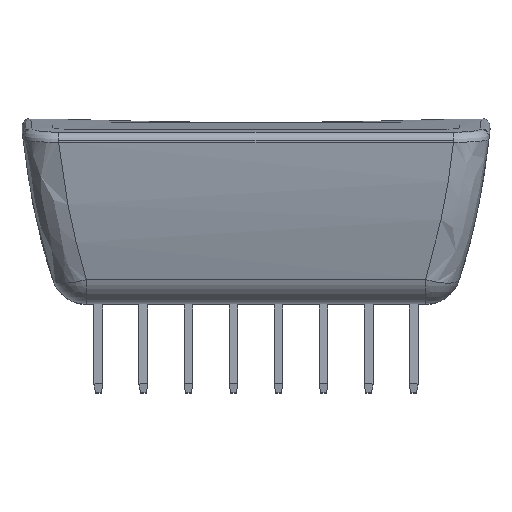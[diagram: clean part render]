
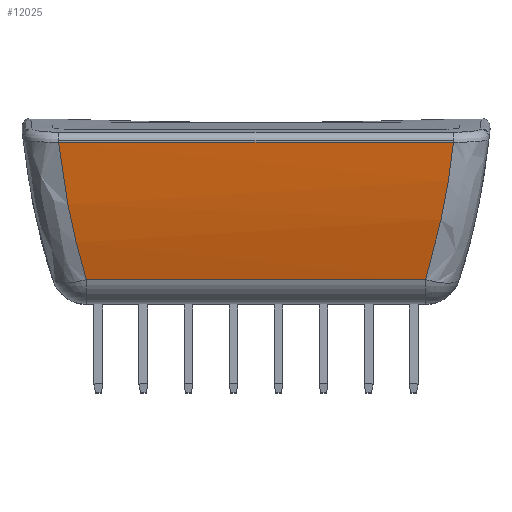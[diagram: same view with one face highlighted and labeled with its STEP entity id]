
A CAD part, top view. The second image highlights one B-rep face of the part: STEP entity #12025.
In plain terms, the highlighted cylindrical face has radius 40 mm (diameter 80 mm), a partial arc.
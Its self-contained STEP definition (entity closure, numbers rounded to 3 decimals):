
#1955 = AXIS2_PLACEMENT_3D ( 'NONE', #13320, #13283, #13290 ) ;
#2425 = VERTEX_POINT ( 'NONE', #18715 ) ;
#2438 = VERTEX_POINT ( 'NONE', #18738 ) ;
#2548 = VERTEX_POINT ( 'NONE', #16847 ) ;
#2556 = VERTEX_POINT ( 'NONE', #12732 ) ;
#7310 = CARTESIAN_POINT ( 'NONE',  ( -10.79, -4.028, 12.811 ) ) ;
#7318 = CARTESIAN_POINT ( 'NONE',  ( -10.263, -6.624, 12.234 ) ) ;
#7319 = CARTESIAN_POINT ( 'NONE',  ( -9.567, -9.124, 11.48 ) ) ;
#7322 = CARTESIAN_POINT ( 'NONE',  ( -9.942, -7.89, 11.885 ) ) ;
#7330 = CARTESIAN_POINT ( 'NONE',  ( -11.135, -1.373, 13.195 ) ) ;
#7342 = CARTESIAN_POINT ( 'NONE',  ( -10.994, -2.71, 13.036 ) ) ;
#7359 = CARTESIAN_POINT ( 'NONE',  ( 9.567, -9.124, 11.48 ) ) ;
#7362 = CARTESIAN_POINT ( 'NONE',  ( 10.994, -2.71, 13.036 ) ) ;
#7372 = CARTESIAN_POINT ( 'NONE',  ( 9.942, -7.89, 11.885 ) ) ;
#7376 = CARTESIAN_POINT ( 'NONE',  ( 10.79, -4.028, 12.811 ) ) ;
#7385 = CARTESIAN_POINT ( 'NONE',  ( 11.135, -1.373, 13.195 ) ) ;
#7396 = CARTESIAN_POINT ( 'NONE',  ( 10.263, -6.624, 12.234 ) ) ;
#7436 = CARTESIAN_POINT ( 'NONE',  ( 13.251, -9.124, 11.48 ) ) ;
#7448 = DIRECTION ( 'NONE',  ( 1., 0., 0. ) ) ;
#7772 = CARTESIAN_POINT ( 'NONE',  ( 13.251, -1.373, 13.195 ) ) ;
#7773 = DIRECTION ( 'NONE',  ( -1., 0., 0. ) ) ;
#11668 = ORIENTED_EDGE ( 'NONE', *, *, #14606, .T. ) ;
#11673 = ORIENTED_EDGE ( 'NONE', *, *, #14409, .T. ) ;
#11680 = ORIENTED_EDGE ( 'NONE', *, *, #14584, .T. ) ;
#11689 = ORIENTED_EDGE ( 'NONE', *, *, #14595, .T. ) ;
#11807 = EDGE_LOOP ( 'NONE', ( #11689, #11673, #11680, #11668 ) ) ;
#12025 = ADVANCED_FACE ( 'NONE', ( #16277 ), #16318, .T. ) ;
#12251 = B_SPLINE_CURVE_WITH_KNOTS ( 'NONE', 3,
 ( #7359, #7372, #7396, #7376, #7362, #7385 ),
 .UNSPECIFIED., .F., .F.,
 ( 4, 2, 4 ),
 ( 0.002, 0.006, 0.01 ),
 .UNSPECIFIED. ) ;
#12297 = B_SPLINE_CURVE_WITH_KNOTS ( 'NONE', 3,
 ( #7330, #7342, #7310, #7318, #7322, #7319 ),
 .UNSPECIFIED., .F., .F.,
 ( 4, 2, 4 ),
 ( 0., 0.005, 0.009 ),
 .UNSPECIFIED. ) ;
#12732 = CARTESIAN_POINT ( 'NONE',  ( 11.135, -1.373, 13.195 ) ) ;
#13283 = DIRECTION ( 'NONE',  ( -1., 0., 0. ) ) ;
#13290 = DIRECTION ( 'NONE',  ( 0., 0., 1. ) ) ;
#13320 = CARTESIAN_POINT ( 'NONE',  ( 13.251, 3.351, -26.525 ) ) ;
#14409 = EDGE_CURVE ( 'NONE', #2556, #2548, #15419, .T. ) ;
#14584 = EDGE_CURVE ( 'NONE', #2548, #2438, #12297, .T. ) ;
#14595 = EDGE_CURVE ( 'NONE', #2425, #2556, #12251, .T. ) ;
#14606 = EDGE_CURVE ( 'NONE', #2438, #2425, #15675, .T. ) ;
#15419 = LINE ( 'NONE', #7772, #15421 ) ;
#15421 = VECTOR ( 'NONE', #7773, 1000. ) ;
#15666 = VECTOR ( 'NONE', #7448, 1000. ) ;
#15675 = LINE ( 'NONE', #7436, #15666 ) ;
#16277 = FACE_OUTER_BOUND ( 'NONE', #11807, .T. ) ;
#16318 = CYLINDRICAL_SURFACE ( 'NONE', #1955, 40. ) ;
#16847 = CARTESIAN_POINT ( 'NONE',  ( -11.135, -1.373, 13.195 ) ) ;
#18715 = CARTESIAN_POINT ( 'NONE',  ( 9.567, -9.124, 11.48 ) ) ;
#18738 = CARTESIAN_POINT ( 'NONE',  ( -9.567, -9.124, 11.48 ) ) ;
